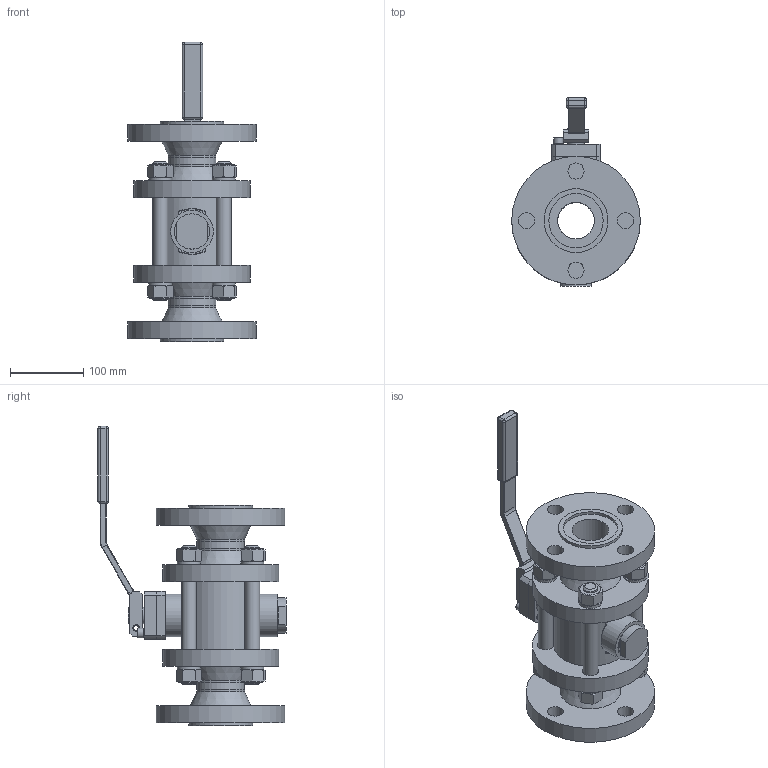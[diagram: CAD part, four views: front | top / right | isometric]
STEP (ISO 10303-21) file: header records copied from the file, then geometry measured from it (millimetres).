
FILE_DESCRIPTION(('STEP AP214'), '1');
FILE_NAME('栖闉罻', '', ('UNSPECIFIED'), ('UNSPECIFIED'), 'ASCON STEP Converter 1.6', 'ASCON Math Kernel', '');
FILE_SCHEMA(('AUTOMOTIVE_DESIGN { 1 0 10303 214 3 1 1}'));
Length unit declared in the file: millimetre
Products named in the file (50): 埡39.420.050.010捘; 埡39.310.050.031; 埡39.310.050.033; 埡39.420.050.011; 埡39.310.050.007; 埡39.310.050.002; 埡39.310.050.009; 埡39.310.050.050; 埡39.310.040.010捘; 埡39.310.040.011; 埡39.310.040.012; 埡39.310.040.002; 埡39.420.050.302; 埡39.420.050.340; 埡39.420.050.341; 埡39.420.050.342; 埡39.310.050.001; 埡39.420.050.002; 埡39.420.050.003; 埡39.420.050.004; ﾔﾁﾑ94.034.05.003; 埡39.310.050.040捘; 埡39.310.050.041; 埡39.310.050.042; 埡39.310.040.006; 埡39.310.040.007; 埡39.310.040.003; 埡39.310.050.020; 埡39.310.050.021; 埡39.010.080.042; 埡39.310.050.026
Assembly tree (72 placements, depth 3):
  (unnamed)
    埡39.420.050.010捘
      埡39.310.050.031
      埡39.310.050.033
      埡39.420.050.011
    埡39.310.050.007
    埡39.310.050.002
    埡39.310.050.009
    (unnamed)
      埡39.310.050.050
      (unnamed)
    埡39.310.040.010捘
      埡39.310.040.011
      埡39.310.040.012
    埡39.310.040.002
    埡39.420.050.302
    埡39.420.050.340
      埡39.420.050.341
      埡39.420.050.342
    (unnamed)
    (unnamed)
    埡39.310.050.001
    埡39.420.050.002
    埡39.420.050.003
    (unnamed)  x2
    埡39.420.050.004
    ﾔﾁﾑ94.034.05.003
    埡39.420.050.002
    ﾔﾁﾑ94.034.05.003
    埡39.420.050.004
    埡39.420.050.003
    (unnamed)  x4
    (unnamed)  x3
    (unnamed)
    埡39.310.050.040捘
      埡39.310.050.041
      埡39.310.050.042
    埡39.310.050.040捘
      埡39.310.050.041
      埡39.310.050.042
    埡39.310.040.006
    埡39.310.040.007
    埡39.310.040.003
    埡39.310.050.020
      埡39.310.050.021
      埡39.010.080.042
      (unnamed)
    埡39.310.050.026  x4
    (unnamed)  x8
    (unnamed)  x8
Bounding box: 175 x 256 x 407.54 mm (x, y, z)
Volume: 3054914.6 mm3; surface area: 663962.2 mm2
Topology: 67 solids, 67 shells, 777 faces, 1605 edges, 994 vertices
Faces by surface type: plane 395, cylinder 232, cone 118, torus 21, sphere 9, bspline 2
Full cylindrical faces by diameter (mm): 6 x4, 6.647 x1, 8 x9, 9 x5, 13 x4, 14 x3, 15 x2, 18.376 x8, 20 x4, 22 x17, 24 x1, 25 x10, 28 x6, 28.7 x2, 30 x7, 34 x3, 35.5 x1, 36 x4, 36.8 x1, 38 x1, 39 x3, 40 x5, 46 x5, 48 x1, 50 x9, 51 x2, 53 x4, 58 x4, 58.4 x2, 63 x4
Entity records: 24033 total; most frequent: CARTESIAN_POINT 5478, DIRECTION 2597, ORIENTED_EDGE 1788, AXIS2_PLACEMENT_3D 1140, EDGE_LOOP 964, EDGE_CURVE 894, VERTEX_POINT 700, ADVANCED_FACE 561
